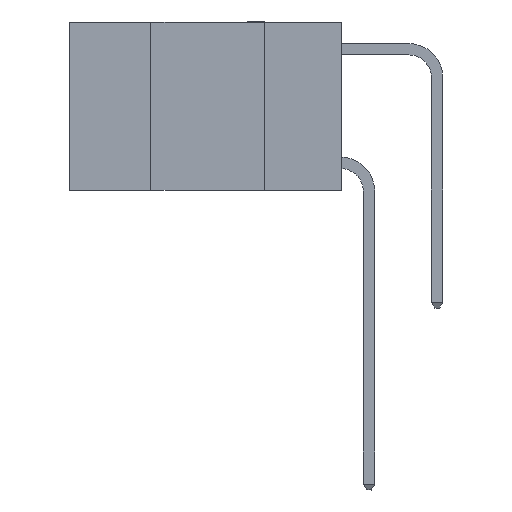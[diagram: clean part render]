
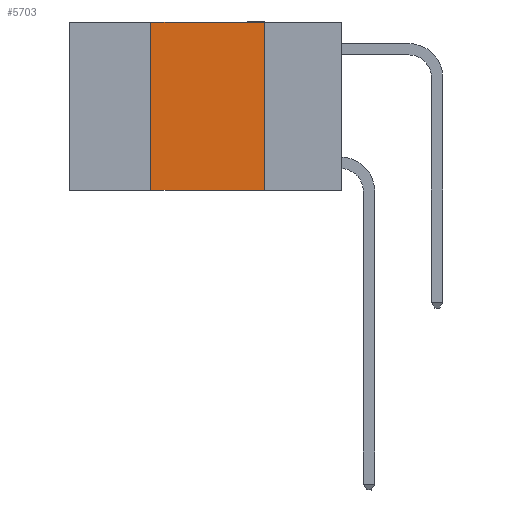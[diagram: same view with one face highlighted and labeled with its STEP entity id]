
A CAD part, left-side view. The second image highlights one B-rep face of the part: STEP entity #5703.
In plain terms, the highlighted planar face has unit normal (-1, 0, 0).
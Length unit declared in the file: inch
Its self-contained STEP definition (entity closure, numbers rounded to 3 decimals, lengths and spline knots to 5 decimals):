
#510 = LINE ( 'NONE', #2491, #11338 ) ;
#1137 = DIRECTION ( 'NONE',  ( 0., 0., -1. ) ) ;
#2297 = VECTOR ( 'NONE', #9693, 39.37008 ) ;
#2491 = CARTESIAN_POINT ( 'NONE',  ( 0., 0.17, 0. ) ) ;
#2541 = CARTESIAN_POINT ( 'NONE',  ( 0., 0.17, 0. ) ) ;
#2721 = LINE ( 'NONE', #5932, #9805 ) ;
#3973 = PLANE ( 'NONE',  #16216 ) ;
#4521 = VERTEX_POINT ( 'NONE', #14107 ) ;
#4586 = EDGE_CURVE ( 'NONE', #5853, #13814, #2721, .T. ) ;
#4956 = CARTESIAN_POINT ( 'NONE',  ( 0., 0.42, 0. ) ) ;
#5083 = CARTESIAN_POINT ( 'NONE',  ( 0., 0.42, -0.37 ) ) ;
#5092 = LINE ( 'NONE', #4956, #15674 ) ;
#5290 = ORIENTED_EDGE ( 'NONE', *, *, #12792, .F. ) ;
#5703 = ADVANCED_FACE ( 'NONE', ( #7399 ), #3973, .F. ) ;
#5853 = VERTEX_POINT ( 'NONE', #8514 ) ;
#5932 = CARTESIAN_POINT ( 'NONE',  ( 0., 0.6, 0. ) ) ;
#6211 = VERTEX_POINT ( 'NONE', #5083 ) ;
#6378 = DIRECTION ( 'NONE',  ( 0., 0., 1. ) ) ;
#6492 = EDGE_LOOP ( 'NONE', ( #5290, #9440, #13101, #9870 ) ) ;
#6757 = CARTESIAN_POINT ( 'NONE',  ( 0., 0.6, 0. ) ) ;
#7332 = DIRECTION ( 'NONE',  ( 0., -1., 0. ) ) ;
#7399 = FACE_OUTER_BOUND ( 'NONE', #6492, .T. ) ;
#8514 = CARTESIAN_POINT ( 'NONE',  ( 0., 0.42, 0. ) ) ;
#9440 = ORIENTED_EDGE ( 'NONE', *, *, #4586, .F. ) ;
#9615 = DIRECTION ( 'NONE',  ( 1., 0., 0. ) ) ;
#9693 = DIRECTION ( 'NONE',  ( 0., -1., 0. ) ) ;
#9805 = VECTOR ( 'NONE', #7332, 39.37008 ) ;
#9870 = ORIENTED_EDGE ( 'NONE', *, *, #15378, .T. ) ;
#11338 = VECTOR ( 'NONE', #17819, 39.37008 ) ;
#12209 = LINE ( 'NONE', #12415, #2297 ) ;
#12415 = CARTESIAN_POINT ( 'NONE',  ( 0., 0.6, -0.37 ) ) ;
#12792 = EDGE_CURVE ( 'NONE', #13814, #4521, #510, .T. ) ;
#13101 = ORIENTED_EDGE ( 'NONE', *, *, #16310, .F. ) ;
#13814 = VERTEX_POINT ( 'NONE', #2541 ) ;
#14107 = CARTESIAN_POINT ( 'NONE',  ( 0., 0.17, -0.37 ) ) ;
#15378 = EDGE_CURVE ( 'NONE', #6211, #4521, #12209, .T. ) ;
#15674 = VECTOR ( 'NONE', #6378, 39.37008 ) ;
#16216 = AXIS2_PLACEMENT_3D ( 'NONE', #6757, #9615, #1137 ) ;
#16310 = EDGE_CURVE ( 'NONE', #6211, #5853, #5092, .T. ) ;
#17819 = DIRECTION ( 'NONE',  ( 0., 0., -1. ) ) ;
